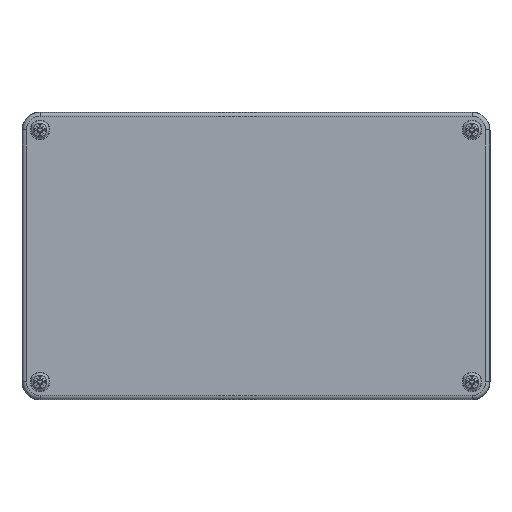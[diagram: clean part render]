
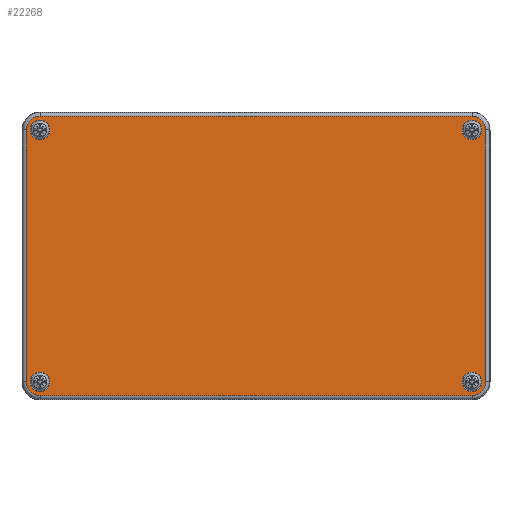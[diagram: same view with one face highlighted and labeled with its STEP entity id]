
A CAD part, top view. The second image highlights one B-rep face of the part: STEP entity #22268.
In plain terms, the highlighted planar face has unit normal (0, 0, 1).
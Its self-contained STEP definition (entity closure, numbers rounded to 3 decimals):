
#1632=LINE('',#38518,#3511);
#1634=LINE('',#38530,#3513);
#1636=LINE('',#38542,#3515);
#1638=LINE('',#38551,#3517);
#3511=VECTOR('',#27390,10.);
#3513=VECTOR('',#27404,10.);
#3515=VECTOR('',#27418,10.);
#3517=VECTOR('',#27430,10.);
#5514=PLANE('',#23600);
#5811=FACE_BOUND('',#8161,.T.);
#5812=FACE_BOUND('',#8162,.T.);
#5813=FACE_BOUND('',#8163,.T.);
#5814=FACE_BOUND('',#8164,.T.);
#6699=FACE_OUTER_BOUND('',#8160,.T.);
#8160=EDGE_LOOP('',(#18960,#18961,#18962,#18963,#18964,#18965,#18966,#18967));
#8161=EDGE_LOOP('',(#18968));
#8162=EDGE_LOOP('',(#18969));
#8163=EDGE_LOOP('',(#18970));
#8164=EDGE_LOOP('',(#18971));
#8913=CIRCLE('',#23572,7.686);
#8919=CIRCLE('',#23580,7.686);
#8923=CIRCLE('',#23586,7.686);
#8927=CIRCLE('',#23592,7.686);
#8930=CIRCLE('',#23601,5.5);
#8931=CIRCLE('',#23602,5.5);
#8932=CIRCLE('',#23603,5.5);
#8933=CIRCLE('',#23604,5.5);
#10787=VERTEX_POINT('',#38506);
#10788=VERTEX_POINT('',#38508);
#10790=VERTEX_POINT('',#38514);
#10792=VERTEX_POINT('',#38520);
#10794=VERTEX_POINT('',#38526);
#10796=VERTEX_POINT('',#38532);
#10798=VERTEX_POINT('',#38538);
#10800=VERTEX_POINT('',#38544);
#10807=VERTEX_POINT('',#38571);
#10808=VERTEX_POINT('',#38573);
#10809=VERTEX_POINT('',#38575);
#10810=VERTEX_POINT('',#38577);
#13592=EDGE_CURVE('',#10787,#10788,#8913,.T.);
#13597=EDGE_CURVE('',#10788,#10790,#1632,.T.);
#13600=EDGE_CURVE('',#10790,#10792,#8919,.T.);
#13603=EDGE_CURVE('',#10792,#10794,#1634,.T.);
#13606=EDGE_CURVE('',#10794,#10796,#8923,.T.);
#13609=EDGE_CURVE('',#10796,#10798,#1636,.T.);
#13612=EDGE_CURVE('',#10798,#10800,#8927,.T.);
#13614=EDGE_CURVE('',#10800,#10787,#1638,.T.);
#13624=EDGE_CURVE('',#10807,#10807,#8930,.T.);
#13625=EDGE_CURVE('',#10808,#10808,#8931,.T.);
#13626=EDGE_CURVE('',#10809,#10809,#8932,.T.);
#13627=EDGE_CURVE('',#10810,#10810,#8933,.T.);
#18960=ORIENTED_EDGE('',*,*,#13592,.F.);
#18961=ORIENTED_EDGE('',*,*,#13614,.F.);
#18962=ORIENTED_EDGE('',*,*,#13612,.F.);
#18963=ORIENTED_EDGE('',*,*,#13609,.F.);
#18964=ORIENTED_EDGE('',*,*,#13606,.F.);
#18965=ORIENTED_EDGE('',*,*,#13603,.F.);
#18966=ORIENTED_EDGE('',*,*,#13600,.F.);
#18967=ORIENTED_EDGE('',*,*,#13597,.F.);
#18968=ORIENTED_EDGE('',*,*,#13624,.T.);
#18969=ORIENTED_EDGE('',*,*,#13625,.T.);
#18970=ORIENTED_EDGE('',*,*,#13626,.T.);
#18971=ORIENTED_EDGE('',*,*,#13627,.T.);
#22268=ADVANCED_FACE('',(#6699,#5811,#5812,#5813,#5814),#5514,.T.);
#23572=AXIS2_PLACEMENT_3D('',#38509,#27379,#27380);
#23580=AXIS2_PLACEMENT_3D('',#38524,#27397,#27398);
#23586=AXIS2_PLACEMENT_3D('',#38536,#27411,#27412);
#23592=AXIS2_PLACEMENT_3D('',#38548,#27425,#27426);
#23600=AXIS2_PLACEMENT_3D('',#38570,#27450,#27451);
#23601=AXIS2_PLACEMENT_3D('',#38572,#27452,#27453);
#23602=AXIS2_PLACEMENT_3D('',#38574,#27454,#27455);
#23603=AXIS2_PLACEMENT_3D('',#38576,#27456,#27457);
#23604=AXIS2_PLACEMENT_3D('',#38578,#27458,#27459);
#27379=DIRECTION('center_axis',(0.,0.,-1.));
#27380=DIRECTION('ref_axis',(0.707,-0.707,0.));
#27390=DIRECTION('',(-1.,0.,0.));
#27397=DIRECTION('center_axis',(0.,0.,-1.));
#27398=DIRECTION('ref_axis',(-0.707,-0.707,0.));
#27404=DIRECTION('',(0.,1.,0.));
#27411=DIRECTION('center_axis',(0.,0.,-1.));
#27412=DIRECTION('ref_axis',(-0.707,0.707,0.));
#27418=DIRECTION('',(1.,0.,0.));
#27425=DIRECTION('center_axis',(0.,0.,-1.));
#27426=DIRECTION('ref_axis',(0.707,0.707,0.));
#27430=DIRECTION('',(0.,-1.,0.));
#27450=DIRECTION('center_axis',(0.,0.,1.));
#27451=DIRECTION('ref_axis',(1.,0.,0.));
#27452=DIRECTION('center_axis',(0.,0.,-1.));
#27453=DIRECTION('ref_axis',(-1.,0.,0.));
#27454=DIRECTION('center_axis',(0.,0.,-1.));
#27455=DIRECTION('ref_axis',(-1.,0.,0.));
#27456=DIRECTION('center_axis',(0.,0.,-1.));
#27457=DIRECTION('ref_axis',(-1.,0.,0.));
#27458=DIRECTION('center_axis',(0.,0.,-1.));
#27459=DIRECTION('ref_axis',(-1.,0.,0.));
#38506=CARTESIAN_POINT('',(127.686,-70.,20.));
#38508=CARTESIAN_POINT('',(120.,-77.686,20.));
#38509=CARTESIAN_POINT('Origin',(120.,-70.,20.));
#38514=CARTESIAN_POINT('',(-120.,-77.686,20.));
#38518=CARTESIAN_POINT('',(60.,-77.686,20.));
#38520=CARTESIAN_POINT('',(-127.686,-70.,20.));
#38524=CARTESIAN_POINT('Origin',(-120.,-70.,20.));
#38526=CARTESIAN_POINT('',(-127.686,70.,20.));
#38530=CARTESIAN_POINT('',(-127.686,-35.,20.));
#38532=CARTESIAN_POINT('',(-120.,77.686,20.));
#38536=CARTESIAN_POINT('Origin',(-120.,70.,20.));
#38538=CARTESIAN_POINT('',(120.,77.686,20.));
#38542=CARTESIAN_POINT('',(-60.,77.686,20.));
#38544=CARTESIAN_POINT('',(127.686,70.,20.));
#38548=CARTESIAN_POINT('Origin',(120.,70.,20.));
#38551=CARTESIAN_POINT('',(127.686,35.,20.));
#38570=CARTESIAN_POINT('Origin',(0.,0.,
20.));
#38571=CARTESIAN_POINT('',(-114.5,70.,20.));
#38572=CARTESIAN_POINT('Origin',(-120.,70.,20.));
#38573=CARTESIAN_POINT('',(125.5,70.,20.));
#38574=CARTESIAN_POINT('Origin',(120.,70.,20.));
#38575=CARTESIAN_POINT('',(125.5,-70.,20.));
#38576=CARTESIAN_POINT('Origin',(120.,-70.,20.));
#38577=CARTESIAN_POINT('',(-114.5,-70.,20.));
#38578=CARTESIAN_POINT('Origin',(-120.,-70.,20.));
